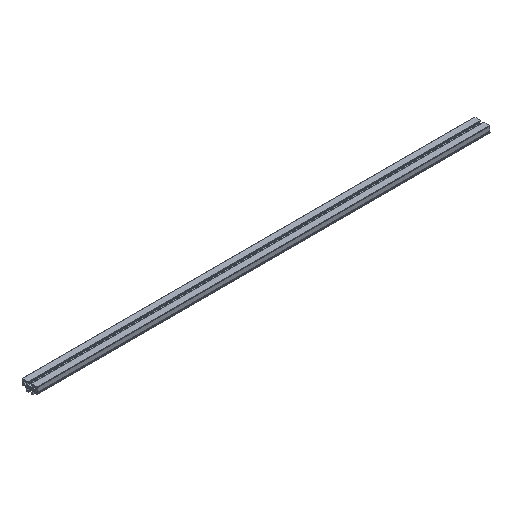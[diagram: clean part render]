
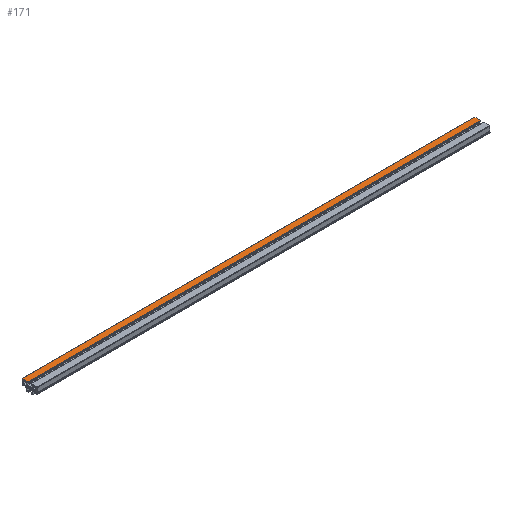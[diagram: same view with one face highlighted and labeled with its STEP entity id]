
A CAD part, isometric view. The second image highlights one B-rep face of the part: STEP entity #171.
In plain terms, the highlighted planar face has unit normal (0, 0, 1).
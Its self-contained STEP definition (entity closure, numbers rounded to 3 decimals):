
#171 = ADVANCED_FACE( '', ( #403 ), #404, .F. );
#403 = FACE_OUTER_BOUND( '', #694, .T. );
#404 = PLANE( '', #695 );
#694 = EDGE_LOOP( '', ( #1196, #1197, #1198, #1199 ) );
#695 = AXIS2_PLACEMENT_3D( '', #1200, #1201, #1202 );
#1196 = ORIENTED_EDGE( '', *, *, #1916, .T. );
#1197 = ORIENTED_EDGE( '', *, *, #1966, .F. );
#1198 = ORIENTED_EDGE( '', *, *, #1967, .F. );
#1199 = ORIENTED_EDGE( '', *, *, #1968, .T. );
#1200 = CARTESIAN_POINT( '', ( 1000., 16.25, 9.926 ) );
#1201 = DIRECTION( '', ( 0., 0., -1. ) );
#1202 = DIRECTION( '', ( 0., 1., 0. ) );
#1916 = EDGE_CURVE( '', #2367, #2365, #2368, .T. );
#1966 = EDGE_CURVE( '', #2452, #2365, #2453, .T. );
#1967 = EDGE_CURVE( '', #2454, #2452, #2455, .T. );
#1968 = EDGE_CURVE( '', #2454, #2367, #2456, .T. );
#2365 = VERTEX_POINT( '', #2967 );
#2367 = VERTEX_POINT( '', #2969 );
#2368 = LINE( '', #2970, #2971 );
#2452 = VERTEX_POINT( '', #3073 );
#2453 = LINE( '', #3074, #3075 );
#2454 = VERTEX_POINT( '', #3076 );
#2455 = LINE( '', #3077, #3078 );
#2456 = LINE( '', #3079, #3080 );
#2967 = CARTESIAN_POINT( '', ( 0., 3.45, 9.926 ) );
#2969 = CARTESIAN_POINT( '', ( 0., 16.25, 9.926 ) );
#2970 = CARTESIAN_POINT( '', ( 0., 16.25, 9.926 ) );
#2971 = VECTOR( '', #3541, 1000. );
#3073 = CARTESIAN_POINT( '', ( 1000., 3.45, 9.926 ) );
#3074 = CARTESIAN_POINT( '', ( 1000., 3.45, 9.926 ) );
#3075 = VECTOR( '', #3647, 1000. );
#3076 = CARTESIAN_POINT( '', ( 1000., 16.25, 9.926 ) );
#3077 = CARTESIAN_POINT( '', ( 1000., 16.25, 9.926 ) );
#3078 = VECTOR( '', #3648, 1000. );
#3079 = CARTESIAN_POINT( '', ( 1000., 16.25, 9.926 ) );
#3080 = VECTOR( '', #3649, 1000. );
#3541 = DIRECTION( '', ( 0., -1., 0. ) );
#3647 = DIRECTION( '', ( -1., 0., 0. ) );
#3648 = DIRECTION( '', ( 0., -1., 0. ) );
#3649 = DIRECTION( '', ( -1., 0., 0. ) );
